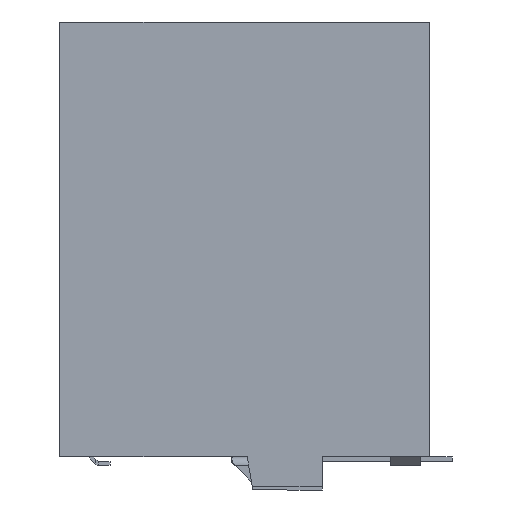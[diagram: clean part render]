
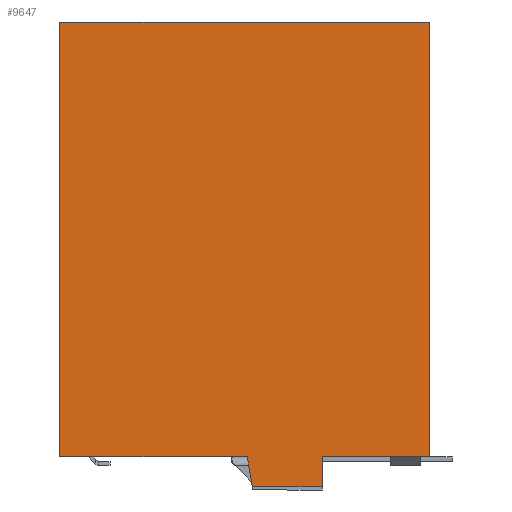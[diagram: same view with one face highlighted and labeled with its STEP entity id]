
A CAD part, left-side view. The second image highlights one B-rep face of the part: STEP entity #9647.
In plain terms, the highlighted planar face has unit normal (-1, 0, 0).
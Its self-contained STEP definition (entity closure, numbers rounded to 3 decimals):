
#44 = EDGE_CURVE ( 'NONE', #173, #4585, #8265, .T. ) ;
#56 = ORIENTED_EDGE ( 'NONE', *, *, #5783, .F. ) ;
#173 = VERTEX_POINT ( 'NONE', #3176 ) ;
#286 = CARTESIAN_POINT ( 'NONE',  ( -40.1, -17.838, -56.8 ) ) ;
#354 = VECTOR ( 'NONE', #2312, 1000. ) ;
#414 = CARTESIAN_POINT ( 'NONE',  ( -40.1, -1.657, -56.228 ) ) ;
#516 = DIRECTION ( 'NONE',  ( 0., -1., 0. ) ) ;
#674 = EDGE_CURVE ( 'NONE', #1460, #173, #2167, .T. ) ;
#699 = CARTESIAN_POINT ( 'NONE',  ( -40.1, 0., -50. ) ) ;
#905 = CARTESIAN_POINT ( 'NONE',  ( -40.1, -1.775, -56.8 ) ) ;
#914 = EDGE_CURVE ( 'NONE', #8522, #4448, #5963, .T. ) ;
#963 = EDGE_CURVE ( 'NONE', #4910, #6240, #5829, .T. ) ;
#1002 = LINE ( 'NONE', #3240, #8424 ) ;
#1291 = DIRECTION ( 'NONE',  ( 0., 1., 0. ) ) ;
#1368 = VECTOR ( 'NONE', #1291, 1000. ) ;
#1460 = VERTEX_POINT ( 'NONE', #9539 ) ;
#1502 = DIRECTION ( 'NONE',  ( 0., 1., 0. ) ) ;
#1647 = CARTESIAN_POINT ( 'NONE',  ( -40.1, -17.838, -50. ) ) ;
#1858 = ORIENTED_EDGE ( 'NONE', *, *, #4680, .F. ) ;
#1861 = CARTESIAN_POINT ( 'NONE',  ( -40.1, -1.775, 0. ) ) ;
#2088 = ORIENTED_EDGE ( 'NONE', *, *, #674, .F. ) ;
#2091 = CARTESIAN_POINT ( 'NONE',  ( -40.1, 42.5, 0. ) ) ;
#2114 = CARTESIAN_POINT ( 'NONE',  ( -40.1, -42.5, -50. ) ) ;
#2167 = LINE ( 'NONE', #8450, #2662 ) ;
#2202 = CARTESIAN_POINT ( 'NONE',  ( -40.1, -42.5, 50. ) ) ;
#2265 = CARTESIAN_POINT ( 'NONE',  ( -40.1, 0., 0. ) ) ;
#2286 = ORIENTED_EDGE ( 'NONE', *, *, #9370, .F. ) ;
#2312 = DIRECTION ( 'NONE',  ( 0., 0., -1. ) ) ;
#2453 = EDGE_LOOP ( 'NONE', ( #2088, #4229, #5368, #56, #5509, #2286, #3152, #7556, #1858, #6360 ) ) ;
#2662 = VECTOR ( 'NONE', #5434, 1000. ) ;
#2712 = CARTESIAN_POINT ( 'NONE',  ( -40.1, -1.746, -56.817 ) ) ;
#2916 = VECTOR ( 'NONE', #9103, 1000. ) ;
#3152 = ORIENTED_EDGE ( 'NONE', *, *, #9069, .F. ) ;
#3176 = CARTESIAN_POINT ( 'NONE',  ( -40.1, -0.576, -50. ) ) ;
#3240 = CARTESIAN_POINT ( 'NONE',  ( -40.1, -42.5, 0. ) ) ;
#3290 = VERTEX_POINT ( 'NONE', #2114 ) ;
#3731 = AXIS2_PLACEMENT_3D ( 'NONE', #2265, #8447, #9215 ) ;
#3900 = B_SPLINE_CURVE_WITH_KNOTS ( 'NONE', 3,
 ( #8013, #2712, #5712, #414, #8841, #5822 ),
 .UNSPECIFIED., .F., .F.,
 ( 4, 2, 4 ),
 ( 0., 0.001, 0.001 ),
 .UNSPECIFIED. ) ;
#4229 = ORIENTED_EDGE ( 'NONE', *, *, #9962, .F. ) ;
#4448 = VERTEX_POINT ( 'NONE', #7171 ) ;
#4585 = VERTEX_POINT ( 'NONE', #9688 ) ;
#4680 = EDGE_CURVE ( 'NONE', #4585, #9000, #4989, .T. ) ;
#4852 = CARTESIAN_POINT ( 'NONE',  ( -40.1, 0., -56.8 ) ) ;
#4910 = VERTEX_POINT ( 'NONE', #1647 ) ;
#4920 = CARTESIAN_POINT ( 'NONE',  ( -40.1, -17.838, 0. ) ) ;
#4929 = CARTESIAN_POINT ( 'NONE',  ( -40.1, 42.5, 50. ) ) ;
#4989 = LINE ( 'NONE', #2091, #2916 ) ;
#5040 = CARTESIAN_POINT ( 'NONE',  ( -40.1, 0., -50. ) ) ;
#5368 = ORIENTED_EDGE ( 'NONE', *, *, #914, .F. ) ;
#5434 = DIRECTION ( 'NONE',  ( 0., 0.174, 0.985 ) ) ;
#5509 = ORIENTED_EDGE ( 'NONE', *, *, #963, .F. ) ;
#5515 = DIRECTION ( 'NONE',  ( 0., 0., -1. ) ) ;
#5518 = VERTEX_POINT ( 'NONE', #2202 ) ;
#5712 = CARTESIAN_POINT ( 'NONE',  ( -40.1, -1.716, -56.63 ) ) ;
#5714 = VECTOR ( 'NONE', #5748, 1000. ) ;
#5748 = DIRECTION ( 'NONE',  ( 0., 0., -1. ) ) ;
#5783 = EDGE_CURVE ( 'NONE', #6240, #8522, #8849, .T. ) ;
#5822 = CARTESIAN_POINT ( 'NONE',  ( -40.1, -1.599, -55.8 ) ) ;
#5829 = LINE ( 'NONE', #4920, #354 ) ;
#5963 = LINE ( 'NONE', #1861, #5714 ) ;
#6038 = EDGE_CURVE ( 'NONE', #9000, #5518, #8253, .T. ) ;
#6240 = VERTEX_POINT ( 'NONE', #286 ) ;
#6360 = ORIENTED_EDGE ( 'NONE', *, *, #44, .F. ) ;
#6430 = DIRECTION ( 'NONE',  ( 0., 1., 0. ) ) ;
#7171 = CARTESIAN_POINT ( 'NONE',  ( -40.1, -1.775, -56.979 ) ) ;
#7292 = VECTOR ( 'NONE', #516, 1000. ) ;
#7556 = ORIENTED_EDGE ( 'NONE', *, *, #6038, .F. ) ;
#8013 = CARTESIAN_POINT ( 'NONE',  ( -40.1, -1.775, -56.979 ) ) ;
#8217 = CARTESIAN_POINT ( 'NONE',  ( -40.1, 0., 50. ) ) ;
#8253 = LINE ( 'NONE', #8217, #7292 ) ;
#8263 = VECTOR ( 'NONE', #6430, 1000. ) ;
#8265 = LINE ( 'NONE', #699, #9577 ) ;
#8301 = FACE_OUTER_BOUND ( 'NONE', #2453, .T. ) ;
#8424 = VECTOR ( 'NONE', #5515, 1000. ) ;
#8447 = DIRECTION ( 'NONE',  ( 1., 0., 0. ) ) ;
#8450 = CARTESIAN_POINT ( 'NONE',  ( -40.1, -1.599, -55.8 ) ) ;
#8522 = VERTEX_POINT ( 'NONE', #905 ) ;
#8841 = CARTESIAN_POINT ( 'NONE',  ( -40.1, -1.628, -56.014 ) ) ;
#8849 = LINE ( 'NONE', #4852, #8263 ) ;
#9000 = VERTEX_POINT ( 'NONE', #4929 ) ;
#9069 = EDGE_CURVE ( 'NONE', #5518, #3290, #1002, .T. ) ;
#9103 = DIRECTION ( 'NONE',  ( 0., 0., 1. ) ) ;
#9215 = DIRECTION ( 'NONE',  ( 0., 0., -1. ) ) ;
#9243 = PLANE ( 'NONE',  #3731 ) ;
#9370 = EDGE_CURVE ( 'NONE', #3290, #4910, #9484, .T. ) ;
#9484 = LINE ( 'NONE', #5040, #1368 ) ;
#9539 = CARTESIAN_POINT ( 'NONE',  ( -40.1, -1.599, -55.8 ) ) ;
#9577 = VECTOR ( 'NONE', #1502, 1000. ) ;
#9647 = ADVANCED_FACE ( 'NONE', ( #8301 ), #9243, .F. ) ;
#9688 = CARTESIAN_POINT ( 'NONE',  ( -40.1, 42.5, -50. ) ) ;
#9962 = EDGE_CURVE ( 'NONE', #4448, #1460, #3900, .T. ) ;
